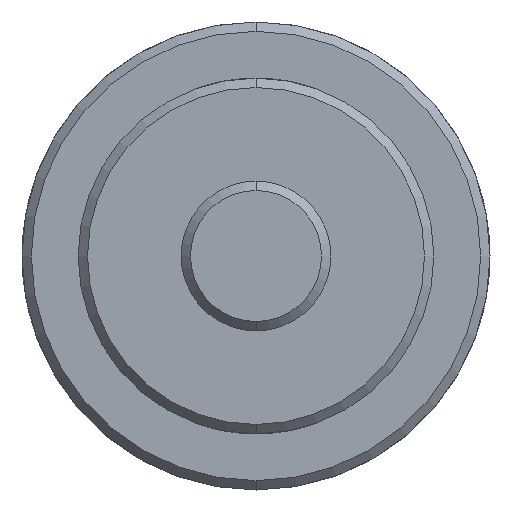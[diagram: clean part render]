
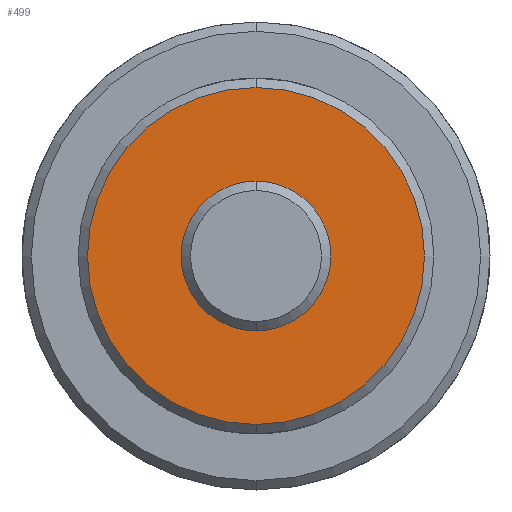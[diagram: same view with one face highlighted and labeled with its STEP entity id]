
A CAD part, front view. The second image highlights one B-rep face of the part: STEP entity #499.
In plain terms, the highlighted planar face has unit normal (0, -1, 0).
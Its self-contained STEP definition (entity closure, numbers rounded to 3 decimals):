
#2 = AXIS2_PLACEMENT_3D ( 'NONE', #981, #528, #74 ) ;
#74 = DIRECTION ( 'NONE',  ( 0., 0., -1. ) ) ;
#147 = CARTESIAN_POINT ( 'NONE',  ( 0., 11., 0. ) ) ;
#163 = VERTEX_POINT ( 'NONE', #467 ) ;
#171 = CARTESIAN_POINT ( 'NONE',  ( 0., 11., -9. ) ) ;
#245 = CARTESIAN_POINT ( 'NONE',  ( 0., 11., 4. ) ) ;
#269 = EDGE_CURVE ( 'NONE', #163, #561, #660, .T. ) ;
#278 = ORIENTED_EDGE ( 'NONE', *, *, #793, .F. ) ;
#279 = DIRECTION ( 'NONE',  ( 0., -1., 0. ) ) ;
#288 = DIRECTION ( 'NONE',  ( 0., -1., 0. ) ) ;
#321 = DIRECTION ( 'NONE',  ( 0., 0., -1. ) ) ;
#372 = DIRECTION ( 'NONE',  ( 0., -1., 0. ) ) ;
#376 = AXIS2_PLACEMENT_3D ( 'NONE', #147, #875, #321 ) ;
#438 = PLANE ( 'NONE',  #2 ) ;
#467 = CARTESIAN_POINT ( 'NONE',  ( 0., 11., -4. ) ) ;
#470 = CARTESIAN_POINT ( 'NONE',  ( 0., 11., 0. ) ) ;
#473 = DIRECTION ( 'NONE',  ( 0., 0., -1. ) ) ;
#478 = EDGE_LOOP ( 'NONE', ( #1092, #278 ) ) ;
#494 = EDGE_LOOP ( 'NONE', ( #918, #519 ) ) ;
#495 = DIRECTION ( 'NONE',  ( 0., 0., -1. ) ) ;
#499 = ADVANCED_FACE ( 'NONE', ( #954, #1163 ), #438, .T. ) ;
#519 = ORIENTED_EDGE ( 'NONE', *, *, #698, .T. ) ;
#528 = DIRECTION ( 'NONE',  ( 0., -1., 0. ) ) ;
#561 = VERTEX_POINT ( 'NONE', #245 ) ;
#583 = CIRCLE ( 'NONE', #1031, 9. ) ;
#660 = CIRCLE ( 'NONE', #1128, 4. ) ;
#672 = CIRCLE ( 'NONE', #712, 4. ) ;
#698 = EDGE_CURVE ( 'NONE', #1022, #991, #986, .T. ) ;
#712 = AXIS2_PLACEMENT_3D ( 'NONE', #470, #279, #1105 ) ;
#793 = EDGE_CURVE ( 'NONE', #561, #163, #672, .T. ) ;
#833 = CARTESIAN_POINT ( 'NONE',  ( 0., 11., 0. ) ) ;
#874 = CARTESIAN_POINT ( 'NONE',  ( 0., 11., 9. ) ) ;
#875 = DIRECTION ( 'NONE',  ( 0., -1., 0. ) ) ;
#905 = EDGE_CURVE ( 'NONE', #991, #1022, #583, .T. ) ;
#918 = ORIENTED_EDGE ( 'NONE', *, *, #905, .T. ) ;
#939 = CARTESIAN_POINT ( 'NONE',  ( 0., 11., 0. ) ) ;
#954 = FACE_OUTER_BOUND ( 'NONE', #494, .T. ) ;
#981 = CARTESIAN_POINT ( 'NONE',  ( 9.5, 11., 0. ) ) ;
#986 = CIRCLE ( 'NONE', #376, 9. ) ;
#991 = VERTEX_POINT ( 'NONE', #874 ) ;
#1022 = VERTEX_POINT ( 'NONE', #171 ) ;
#1031 = AXIS2_PLACEMENT_3D ( 'NONE', #833, #372, #473 ) ;
#1092 = ORIENTED_EDGE ( 'NONE', *, *, #269, .F. ) ;
#1105 = DIRECTION ( 'NONE',  ( 0., 0., -1. ) ) ;
#1128 = AXIS2_PLACEMENT_3D ( 'NONE', #939, #288, #495 ) ;
#1163 = FACE_BOUND ( 'NONE', #478, .T. ) ;
